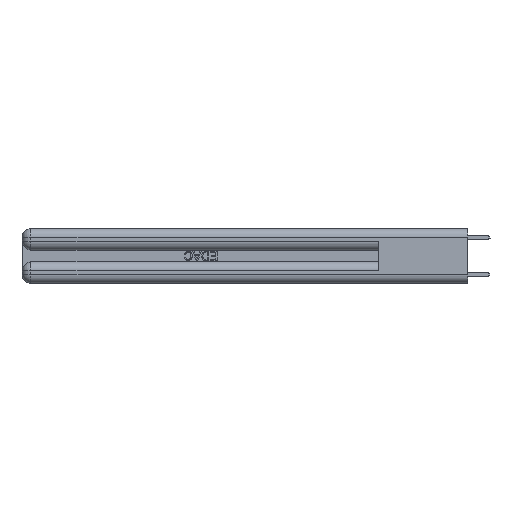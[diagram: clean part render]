
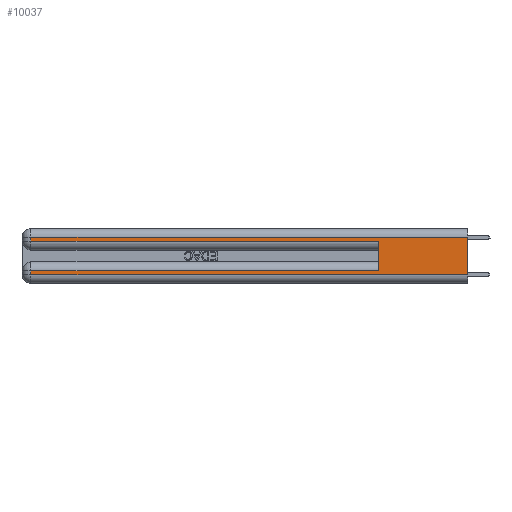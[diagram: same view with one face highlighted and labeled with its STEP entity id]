
A CAD part, left-side view. The second image highlights one B-rep face of the part: STEP entity #10037.
In plain terms, the highlighted planar face has unit normal (-1, 0, 0).
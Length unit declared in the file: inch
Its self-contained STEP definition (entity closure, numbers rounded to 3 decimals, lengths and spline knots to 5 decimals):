
#273 = DIRECTION ( 'NONE',  ( 0., 0., 1. ) ) ;
#943 = ORIENTED_EDGE ( 'NONE', *, *, #21235, .T. ) ;
#1142 = VECTOR ( 'NONE', #19540, 39.37008 ) ;
#1258 = VERTEX_POINT ( 'NONE', #27675 ) ;
#1901 = ORIENTED_EDGE ( 'NONE', *, *, #25350, .F. ) ;
#1924 = VERTEX_POINT ( 'NONE', #6933 ) ;
#2587 = EDGE_CURVE ( 'NONE', #12966, #4245, #23943, .T. ) ;
#2977 = CARTESIAN_POINT ( 'NONE',  ( 0., 0., 0.06 ) ) ;
#3548 = CARTESIAN_POINT ( 'NONE',  ( 0., 2.94, 0.37 ) ) ;
#3588 = ORIENTED_EDGE ( 'NONE', *, *, #13935, .T. ) ;
#4245 = VERTEX_POINT ( 'NONE', #2977 ) ;
#5555 = CARTESIAN_POINT ( 'NONE',  ( 0., 0.6, 0.145 ) ) ;
#6288 = VERTEX_POINT ( 'NONE', #8264 ) ;
#6313 = CARTESIAN_POINT ( 'NONE',  ( 0., 0., 0.31 ) ) ;
#6933 = CARTESIAN_POINT ( 'NONE',  ( 0., 2.94, 0.06 ) ) ;
#7566 = LINE ( 'NONE', #11637, #23855 ) ;
#8264 = CARTESIAN_POINT ( 'NONE',  ( 0., 0.6, 0.285 ) ) ;
#8511 = DIRECTION ( 'NONE',  ( 0., 1., 0. ) ) ;
#8673 = DIRECTION ( 'NONE',  ( 0., 0., -1. ) ) ;
#8775 = CARTESIAN_POINT ( 'NONE',  ( 0., 0.6, 0.085 ) ) ;
#9278 = LINE ( 'NONE', #6313, #30979 ) ;
#10037 = ADVANCED_FACE ( 'NONE', ( #20992 ), #25968, .F. ) ;
#10691 = VECTOR ( 'NONE', #273, 39.37008 ) ;
#10704 = CARTESIAN_POINT ( 'NONE',  ( 0., 2.94, 0.31 ) ) ;
#11226 = VERTEX_POINT ( 'NONE', #21167 ) ;
#11564 = ORIENTED_EDGE ( 'NONE', *, *, #17517, .T. ) ;
#11637 = CARTESIAN_POINT ( 'NONE',  ( 0., 0., 0.06 ) ) ;
#11664 = LINE ( 'NONE', #11945, #1142 ) ;
#11945 = CARTESIAN_POINT ( 'NONE',  ( 0., 2.94, 0.37 ) ) ;
#12101 = ORIENTED_EDGE ( 'NONE', *, *, #2587, .F. ) ;
#12113 = CARTESIAN_POINT ( 'NONE',  ( 0., 0., 0.37 ) ) ;
#12966 = VERTEX_POINT ( 'NONE', #26641 ) ;
#13935 = EDGE_CURVE ( 'NONE', #1924, #4245, #7566, .T. ) ;
#13984 = CARTESIAN_POINT ( 'NONE',  ( 0., 0., 0.37 ) ) ;
#14238 = ORIENTED_EDGE ( 'NONE', *, *, #25938, .T. ) ;
#14548 = LINE ( 'NONE', #19811, #25774 ) ;
#14576 = EDGE_CURVE ( 'NONE', #17728, #1258, #26536, .T. ) ;
#14815 = VECTOR ( 'NONE', #8511, 39.37008 ) ;
#15918 = DIRECTION ( 'NONE',  ( 0., 0., -1. ) ) ;
#16229 = VECTOR ( 'NONE', #29430, 39.37008 ) ;
#16343 = ORIENTED_EDGE ( 'NONE', *, *, #23402, .T. ) ;
#17517 = EDGE_CURVE ( 'NONE', #11226, #1924, #11664, .T. ) ;
#17728 = VERTEX_POINT ( 'NONE', #10704 ) ;
#18047 = VECTOR ( 'NONE', #8673, 39.37008 ) ;
#19454 = ORIENTED_EDGE ( 'NONE', *, *, #14576, .T. ) ;
#19540 = DIRECTION ( 'NONE',  ( 0., 0., -1. ) ) ;
#19811 = CARTESIAN_POINT ( 'NONE',  ( 0., 0., 0.285 ) ) ;
#19865 = LINE ( 'NONE', #23349, #14815 ) ;
#19917 = DIRECTION ( 'NONE',  ( 0., -1., 0. ) ) ;
#20400 = EDGE_LOOP ( 'NONE', ( #12101, #16343, #19454, #14238, #1901, #943, #11564, #3588 ) ) ;
#20992 = FACE_OUTER_BOUND ( 'NONE', #20400, .T. ) ;
#21167 = CARTESIAN_POINT ( 'NONE',  ( 0., 2.94, 0.085 ) ) ;
#21235 = EDGE_CURVE ( 'NONE', #29061, #11226, #19865, .T. ) ;
#23349 = CARTESIAN_POINT ( 'NONE',  ( 0., 0., 0.085 ) ) ;
#23402 = EDGE_CURVE ( 'NONE', #12966, #17728, #9278, .T. ) ;
#23475 = DIRECTION ( 'NONE',  ( 1., 0., 0. ) ) ;
#23760 = DIRECTION ( 'NONE',  ( 0., -1., 0. ) ) ;
#23855 = VECTOR ( 'NONE', #23760, 39.37008 ) ;
#23943 = LINE ( 'NONE', #12113, #16229 ) ;
#25350 = EDGE_CURVE ( 'NONE', #29061, #6288, #25430, .T. ) ;
#25430 = LINE ( 'NONE', #5555, #10691 ) ;
#25774 = VECTOR ( 'NONE', #19917, 39.37008 ) ;
#25938 = EDGE_CURVE ( 'NONE', #1258, #6288, #14548, .T. ) ;
#25968 = PLANE ( 'NONE',  #28829 ) ;
#26536 = LINE ( 'NONE', #3548, #18047 ) ;
#26641 = CARTESIAN_POINT ( 'NONE',  ( 0., 0., 0.31 ) ) ;
#27675 = CARTESIAN_POINT ( 'NONE',  ( 0., 2.94, 0.285 ) ) ;
#28644 = DIRECTION ( 'NONE',  ( 0., 1., 0. ) ) ;
#28829 = AXIS2_PLACEMENT_3D ( 'NONE', #13984, #23475, #15918 ) ;
#29061 = VERTEX_POINT ( 'NONE', #8775 ) ;
#29430 = DIRECTION ( 'NONE',  ( 0., 0., -1. ) ) ;
#30979 = VECTOR ( 'NONE', #28644, 39.37008 ) ;
